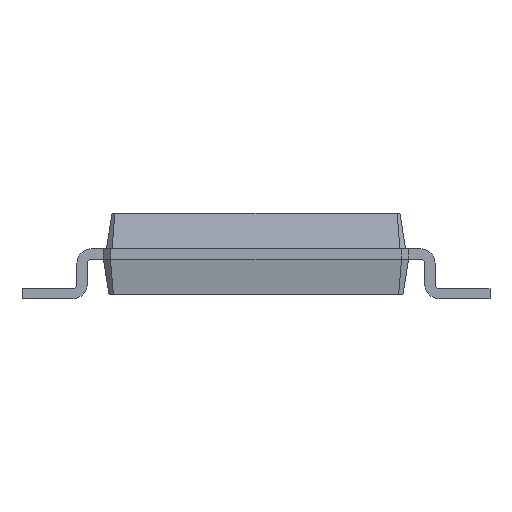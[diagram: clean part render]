
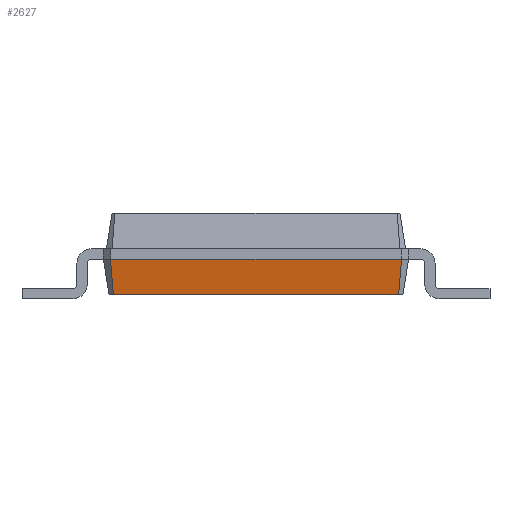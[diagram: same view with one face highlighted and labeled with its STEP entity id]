
A CAD part, left-side view. The second image highlights one B-rep face of the part: STEP entity #2627.
In plain terms, the highlighted free-form (B-spline) face has degree [1, 1] with [2, 2] control points.
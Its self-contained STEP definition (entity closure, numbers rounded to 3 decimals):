
#810 = PLANE('',#811);
#811 = AXIS2_PLACEMENT_3D('',#812,#813,#814);
#812 = CARTESIAN_POINT('',(-2.161,-3.506,0.1));
#813 = DIRECTION('',(0.,0.,-1.));
#814 = DIRECTION('',(0.51,0.86,0.));
#837 = B_SPLINE_SURFACE_WITH_KNOTS('',1,1,(
    (#838,#839)
    ,(#840,#841
    )),.UNSPECIFIED.,.F.,.F.,.F.,(2,2),(2,2),(0.,0.247),(0.,1.)
  ,.PIECEWISE_BEZIER_KNOTS.);
#838 = CARTESIAN_POINT('',(-2.056,-3.611,0.1));
#839 = CARTESIAN_POINT('',(-2.125,-3.75,0.975));
#840 = CARTESIAN_POINT('',(-2.161,-3.506,0.1));
#841 = CARTESIAN_POINT('',(-2.3,-3.575,0.975));
#1415 = EDGE_CURVE('',#1416,#1418,#1420,.T.);
#1416 = VERTEX_POINT('',#1417);
#1417 = CARTESIAN_POINT('',(-2.161,-3.506,0.1));
#1418 = VERTEX_POINT('',#1419);
#1419 = CARTESIAN_POINT('',(-2.161,3.506,0.1));
#1420 = SURFACE_CURVE('',#1421,(#1425,#1432),.PCURVE_S1.);
#1421 = LINE('',#1422,#1423);
#1422 = CARTESIAN_POINT('',(-2.161,-3.506,0.1));
#1423 = VECTOR('',#1424,1.);
#1424 = DIRECTION('',(0.,1.,0.));
#1425 = PCURVE('',#810,#1426);
#1426 = DEFINITIONAL_REPRESENTATION('',(#1427),#1431);
#1427 = LINE('',#1428,#1429);
#1428 = CARTESIAN_POINT('',(0.,0.));
#1429 = VECTOR('',#1430,1.);
#1430 = DIRECTION('',(0.86,-0.51));
#1431 = ( GEOMETRIC_REPRESENTATION_CONTEXT(2) 
PARAMETRIC_REPRESENTATION_CONTEXT() REPRESENTATION_CONTEXT('2D SPACE',''
  ) );
#1432 = PCURVE('',#1433,#1438);
#1433 = B_SPLINE_SURFACE_WITH_KNOTS('',1,1,(
    (#1434,#1435)
    ,(#1436,#1437
    )),.UNSPECIFIED.,.F.,.F.,.F.,(2,2),(2,2),(0.,7.15),(0.,1.),
  .PIECEWISE_BEZIER_KNOTS.);
#1434 = CARTESIAN_POINT('',(-2.161,-3.506,0.1));
#1435 = CARTESIAN_POINT('',(-2.3,-3.575,0.975));
#1436 = CARTESIAN_POINT('',(-2.161,3.506,0.1));
#1437 = CARTESIAN_POINT('',(-2.3,3.575,0.975));
#1438 = DEFINITIONAL_REPRESENTATION('',(#1439),#1442);
#1439 = B_SPLINE_CURVE_WITH_KNOTS('',1,(#1440,#1441),.UNSPECIFIED.,.F.,
  .F.,(2,2),(0.,7.011),.PIECEWISE_BEZIER_KNOTS.);
#1440 = CARTESIAN_POINT('',(0.,0.));
#1441 = CARTESIAN_POINT('',(7.15,0.));
#1442 = ( GEOMETRIC_REPRESENTATION_CONTEXT(2) 
PARAMETRIC_REPRESENTATION_CONTEXT() REPRESENTATION_CONTEXT('2D SPACE',''
  ) );
#1460 = B_SPLINE_SURFACE_WITH_KNOTS('',1,1,(
    (#1461,#1462)
    ,(#1463,#1464
    )),.UNSPECIFIED.,.F.,.F.,.F.,(2,2),(2,2),(0.,0.247),(0.,1.)
  ,.PIECEWISE_BEZIER_KNOTS.);
#1461 = CARTESIAN_POINT('',(-2.161,3.506,0.1));
#1462 = CARTESIAN_POINT('',(-2.3,3.575,0.975));
#1463 = CARTESIAN_POINT('',(-2.056,3.611,0.1));
#1464 = CARTESIAN_POINT('',(-2.125,3.75,0.975));
#1645 = EDGE_CURVE('',#1416,#1646,#1648,.T.);
#1646 = VERTEX_POINT('',#1647);
#1647 = CARTESIAN_POINT('',(-2.3,-3.575,0.975));
#1648 = SURFACE_CURVE('',#1649,(#1652,#1659),.PCURVE_S1.);
#1649 = B_SPLINE_CURVE_WITH_KNOTS('',1,(#1650,#1651),.UNSPECIFIED.,.F.,
  .F.,(2,2),(0.,1.),.PIECEWISE_BEZIER_KNOTS.);
#1650 = CARTESIAN_POINT('',(-2.161,-3.506,0.1));
#1651 = CARTESIAN_POINT('',(-2.3,-3.575,0.975));
#1652 = PCURVE('',#837,#1653);
#1653 = DEFINITIONAL_REPRESENTATION('',(#1654),#1658);
#1654 = LINE('',#1655,#1656);
#1655 = CARTESIAN_POINT('',(0.247,0.));
#1656 = VECTOR('',#1657,1.);
#1657 = DIRECTION('',(0.,1.));
#1658 = ( GEOMETRIC_REPRESENTATION_CONTEXT(2) 
PARAMETRIC_REPRESENTATION_CONTEXT() REPRESENTATION_CONTEXT('2D SPACE',''
  ) );
#1659 = PCURVE('',#1433,#1660);
#1660 = DEFINITIONAL_REPRESENTATION('',(#1661),#1665);
#1661 = LINE('',#1662,#1663);
#1662 = CARTESIAN_POINT('',(0.,0.));
#1663 = VECTOR('',#1664,1.);
#1664 = DIRECTION('',(0.,1.));
#1665 = ( GEOMETRIC_REPRESENTATION_CONTEXT(2) 
PARAMETRIC_REPRESENTATION_CONTEXT() REPRESENTATION_CONTEXT('2D SPACE',''
  ) );
#2627 = ADVANCED_FACE('',(#2628),#1433,.F.);
#2628 = FACE_BOUND('',#2629,.F.);
#2629 = EDGE_LOOP('',(#2630,#2631,#2653,#2679));
#2630 = ORIENTED_EDGE('',*,*,#1415,.T.);
#2631 = ORIENTED_EDGE('',*,*,#2632,.T.);
#2632 = EDGE_CURVE('',#1418,#2633,#2635,.T.);
#2633 = VERTEX_POINT('',#2634);
#2634 = CARTESIAN_POINT('',(-2.3,3.575,0.975));
#2635 = SURFACE_CURVE('',#2636,(#2639,#2646),.PCURVE_S1.);
#2636 = B_SPLINE_CURVE_WITH_KNOTS('',1,(#2637,#2638),.UNSPECIFIED.,.F.,
  .F.,(2,2),(0.,1.),.PIECEWISE_BEZIER_KNOTS.);
#2637 = CARTESIAN_POINT('',(-2.161,3.506,0.1));
#2638 = CARTESIAN_POINT('',(-2.3,3.575,0.975));
#2639 = PCURVE('',#1433,#2640);
#2640 = DEFINITIONAL_REPRESENTATION('',(#2641),#2645);
#2641 = LINE('',#2642,#2643);
#2642 = CARTESIAN_POINT('',(7.15,0.));
#2643 = VECTOR('',#2644,1.);
#2644 = DIRECTION('',(0.,1.));
#2645 = ( GEOMETRIC_REPRESENTATION_CONTEXT(2) 
PARAMETRIC_REPRESENTATION_CONTEXT() REPRESENTATION_CONTEXT('2D SPACE',''
  ) );
#2646 = PCURVE('',#1460,#2647);
#2647 = DEFINITIONAL_REPRESENTATION('',(#2648),#2652);
#2648 = LINE('',#2649,#2650);
#2649 = CARTESIAN_POINT('',(0.,0.));
#2650 = VECTOR('',#2651,1.);
#2651 = DIRECTION('',(0.,1.));
#2652 = ( GEOMETRIC_REPRESENTATION_CONTEXT(2) 
PARAMETRIC_REPRESENTATION_CONTEXT() REPRESENTATION_CONTEXT('2D SPACE',''
  ) );
#2653 = ORIENTED_EDGE('',*,*,#2654,.F.);
#2654 = EDGE_CURVE('',#1646,#2633,#2655,.T.);
#2655 = SURFACE_CURVE('',#2656,(#2660,#2667),.PCURVE_S1.);
#2656 = LINE('',#2657,#2658);
#2657 = CARTESIAN_POINT('',(-2.3,-3.575,0.975));
#2658 = VECTOR('',#2659,1.);
#2659 = DIRECTION('',(0.,1.,0.));
#2660 = PCURVE('',#1433,#2661);
#2661 = DEFINITIONAL_REPRESENTATION('',(#2662),#2666);
#2662 = LINE('',#2663,#2664);
#2663 = CARTESIAN_POINT('',(0.,1.));
#2664 = VECTOR('',#2665,1.);
#2665 = DIRECTION('',(1.,0.));
#2666 = ( GEOMETRIC_REPRESENTATION_CONTEXT(2) 
PARAMETRIC_REPRESENTATION_CONTEXT() REPRESENTATION_CONTEXT('2D SPACE',''
  ) );
#2667 = PCURVE('',#2668,#2673);
#2668 = PLANE('',#2669);
#2669 = AXIS2_PLACEMENT_3D('',#2670,#2671,#2672);
#2670 = CARTESIAN_POINT('',(-2.3,-3.575,1.225));
#2671 = DIRECTION('',(1.,0.,0.));
#2672 = DIRECTION('',(0.,1.,0.));
#2673 = DEFINITIONAL_REPRESENTATION('',(#2674),#2678);
#2674 = LINE('',#2675,#2676);
#2675 = CARTESIAN_POINT('',(0.,-0.25));
#2676 = VECTOR('',#2677,1.);
#2677 = DIRECTION('',(1.,0.));
#2678 = ( GEOMETRIC_REPRESENTATION_CONTEXT(2) 
PARAMETRIC_REPRESENTATION_CONTEXT() REPRESENTATION_CONTEXT('2D SPACE',''
  ) );
#2679 = ORIENTED_EDGE('',*,*,#1645,.F.);
